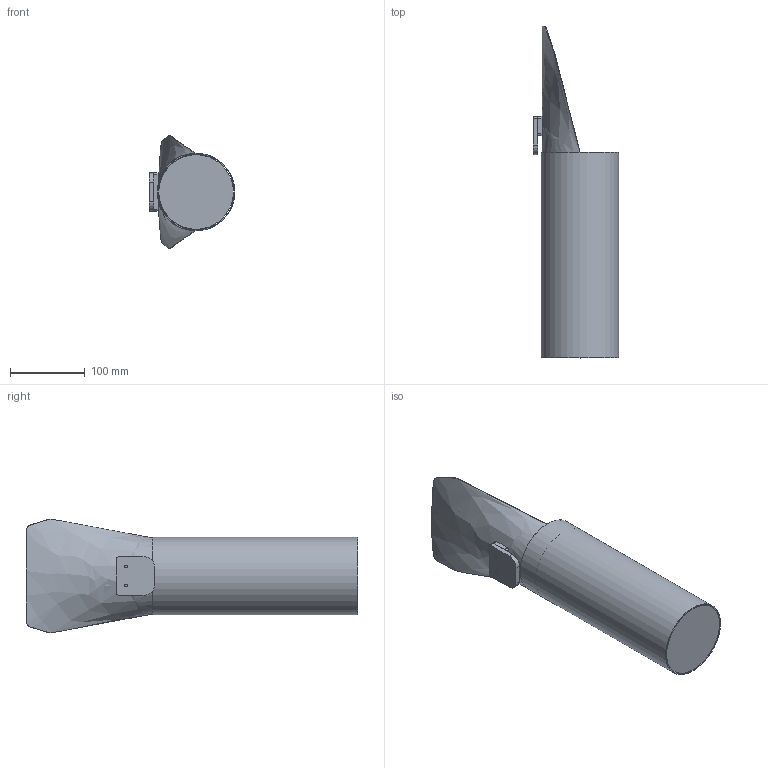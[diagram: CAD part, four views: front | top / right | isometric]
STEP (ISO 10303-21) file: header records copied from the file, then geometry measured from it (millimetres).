
FILE_DESCRIPTION(/* description */ (''),/* implementation_level */ '2;1');
FILE_NAME(/* name */ 'Upper goal tube.iam.stp',/* time_stamp */ '2014-12-18T16:50:36-08:00',/* author */ ('Autodesk Inc.'),/* organization */ ('Autodesk Inc.'),/* preprocessor_version */ 'ST-DEVELOPER v15.6',/* originating_system */ 'Autodesk Inventor 2015',/* authorisation */ '');
FILE_SCHEMA (('AUTOMOTIVE_DESIGN { 1 0 10303 214 3 1 1 }'));
Length unit declared in the file: inch
Products named in the file (7): Pipe - 30cm Center Goal; Curved Backboard formed; backboard clip spacer; backboard clip; UG bottom; 0_125 rivet; Upper goal tube
Assembly tree (7 placements, depth 2):
  Upper goal tube
    Pipe - 30cm Center Goal
    Curved Backboard formed
    backboard clip spacer
    backboard clip
    UG bottom
    0_125 rivet  x2
Bounding box: 114.62 x 442.87 x 151.81 mm (x, y, z)
Volume: 236131.2 mm3; surface area: 270342.3 mm2
Topology: 7 solids, 7 shells, 63 faces, 153 edges, 104 vertices
Faces by surface type: cylinder 27, plane 26, bspline 6, sphere 4
Full cylindrical faces by diameter (mm): 3.175 x2, 3.556 x6, 99.568 x1, 101.6 x1, 103.632 x1
Entity records: 2398 total; most frequent: CARTESIAN_POINT 851, DIRECTION 282, ORIENTED_EDGE 262, EDGE_CURVE 131, AXIS2_PLACEMENT_3D 114, VERTEX_POINT 95, EDGE_LOOP 84, ADVANCED_FACE 59
